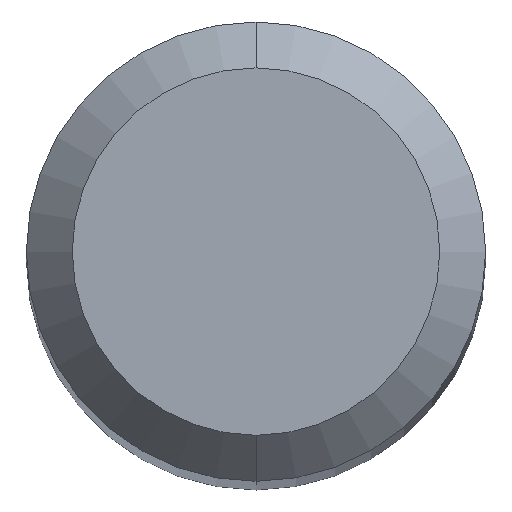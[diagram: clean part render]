
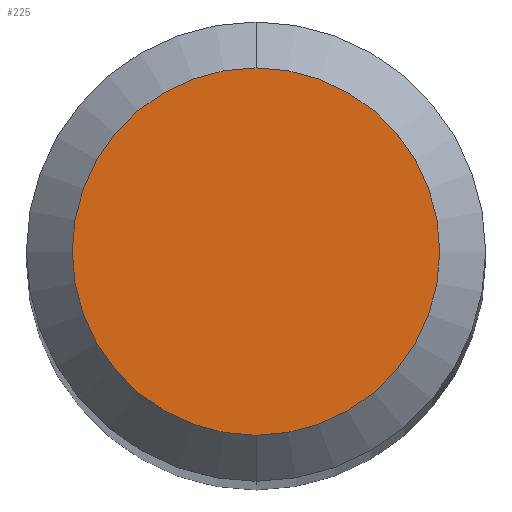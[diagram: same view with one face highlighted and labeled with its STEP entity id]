
A CAD part, top view. The second image highlights one B-rep face of the part: STEP entity #225.
In plain terms, the highlighted planar face has unit normal (0, 0, 1).
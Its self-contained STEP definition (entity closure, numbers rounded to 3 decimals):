
#133=VERTEX_POINT('',#287);
#161=VERTEX_POINT('',#318);
#189=EDGE_CURVE('',#133,#161,#354,.T.);
#209=EDGE_CURVE('',#161,#133,#374,.T.);
#225=ADVANCED_FACE('',(#391),#392,.T.);
#287=CARTESIAN_POINT('',(0.0,1.2,0.0));
#318=CARTESIAN_POINT('',(0.,-1.2,0.0));
#354=CIRCLE('',#543,1.2);
#374=CIRCLE('',#570,1.2);
#391=FACE_OUTER_BOUND('',#592,.T.);
#392=PLANE('',#593);
#543=AXIS2_PLACEMENT_3D('',#745,#746,#747);
#570=AXIS2_PLACEMENT_3D('',#756,#757,#758);
#592=EDGE_LOOP('',(#777,#778));
#593=AXIS2_PLACEMENT_3D('',#779,#780,#781);
#745=CARTESIAN_POINT('',(0.0,0.0,0.0));
#746=DIRECTION('',(0.0,0.0,-1.0));
#747=DIRECTION('',(0.0,1.0,0.0));
#756=CARTESIAN_POINT('',(0.0,0.0,0.0));
#757=DIRECTION('',(0.0,0.0,-1.0));
#758=DIRECTION('',(0.0,1.0,0.0));
#777=ORIENTED_EDGE('',*,*,#189,.F.);
#778=ORIENTED_EDGE('',*,*,#209,.F.);
#779=CARTESIAN_POINT('',(0.0,0.6,0.0));
#780=DIRECTION('',(-0.0,0.0,1.0));
#781=DIRECTION('',(0.0,-1.0,0.0));
